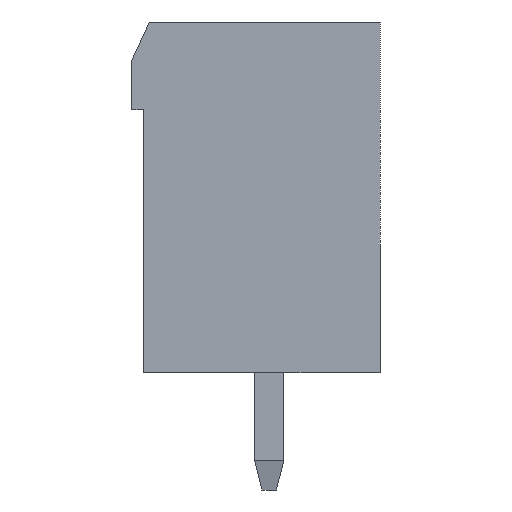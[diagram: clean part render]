
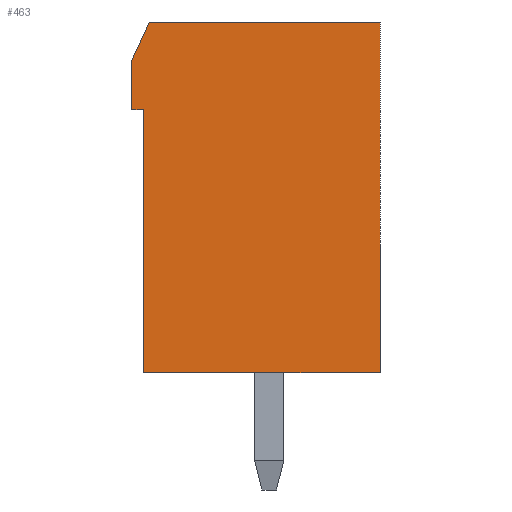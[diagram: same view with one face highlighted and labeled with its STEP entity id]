
A CAD part, left-side view. The second image highlights one B-rep face of the part: STEP entity #463.
In plain terms, the highlighted planar face has unit normal (-1, 0, 0).
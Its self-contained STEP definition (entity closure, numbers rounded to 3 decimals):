
#463 = ADVANCED_FACE( '', ( #1043 ), #1044, .T. );
#1043 = FACE_OUTER_BOUND( '', #1771, .T. );
#1044 = PLANE( '', #1772 );
#1771 = EDGE_LOOP( '', ( #2888, #2889, #2890, #2891, #2892, #2893, #2894 ) );
#1772 = AXIS2_PLACEMENT_3D( '', #2895, #2896, #2897 );
#2888 = ORIENTED_EDGE( '', *, *, #4851, .T. );
#2889 = ORIENTED_EDGE( '', *, *, #4852, .F. );
#2890 = ORIENTED_EDGE( '', *, *, #4675, .T. );
#2891 = ORIENTED_EDGE( '', *, *, #4838, .T. );
#2892 = ORIENTED_EDGE( '', *, *, #4498, .T. );
#2893 = ORIENTED_EDGE( '', *, *, #4853, .T. );
#2894 = ORIENTED_EDGE( '', *, *, #4854, .T. );
#2895 = CARTESIAN_POINT( '', ( -16., 0., 0. ) );
#2896 = DIRECTION( '', ( -1., 0., 0. ) );
#2897 = DIRECTION( '', ( 0., 0., 1. ) );
#4498 = EDGE_CURVE( '', #5370, #5368, #5371, .T. );
#4675 = EDGE_CURVE( '', #5690, #5688, #5691, .T. );
#4838 = EDGE_CURVE( '', #5688, #5370, #5954, .T. );
#4851 = EDGE_CURVE( '', #5973, #5974, #5975, .T. );
#4852 = EDGE_CURVE( '', #5690, #5974, #5976, .T. );
#4853 = EDGE_CURVE( '', #5368, #5977, #5978, .T. );
#4854 = EDGE_CURVE( '', #5977, #5973, #5979, .F. );
#5368 = VERTEX_POINT( '', #6664 );
#5370 = VERTEX_POINT( '', #6667 );
#5371 = LINE( '', #6668, #6669 );
#5688 = VERTEX_POINT( '', #7123 );
#5690 = VERTEX_POINT( '', #7126 );
#5691 = LINE( '', #7127, #7128 );
#5954 = LINE( '', #7520, #7521 );
#5973 = VERTEX_POINT( '', #7549 );
#5974 = VERTEX_POINT( '', #7550 );
#5975 = LINE( '', #7551, #7552 );
#5976 = LINE( '', #7553, #7554 );
#5977 = VERTEX_POINT( '', #7555 );
#5978 = LINE( '', #7556, #7557 );
#5979 = LINE( '', #7558, #7559 );
#6664 = CARTESIAN_POINT( '', ( -16., -4.25, 6. ) );
#6667 = CARTESIAN_POINT( '', ( -16., -4.25, -6. ) );
#6668 = CARTESIAN_POINT( '', ( -16., -4.25, -6. ) );
#6669 = VECTOR( '', #8557, 1000. );
#7123 = CARTESIAN_POINT( '', ( -16., 3.85, -6. ) );
#7126 = CARTESIAN_POINT( '', ( -16., 3.85, 3. ) );
#7127 = CARTESIAN_POINT( '', ( -16., 3.85, 3. ) );
#7128 = VECTOR( '', #8729, 1000. );
#7520 = CARTESIAN_POINT( '', ( -16., 4.25, -6. ) );
#7521 = VECTOR( '', #8865, 1000. );
#7549 = CARTESIAN_POINT( '', ( -16., 4.25, 4.7 ) );
#7550 = CARTESIAN_POINT( '', ( -16., 4.25, 3. ) );
#7551 = CARTESIAN_POINT( '', ( -16., 4.25, 6. ) );
#7552 = VECTOR( '', #8875, 1000. );
#7553 = CARTESIAN_POINT( '', ( -16., 3.85, 3. ) );
#7554 = VECTOR( '', #8876, 1000. );
#7555 = CARTESIAN_POINT( '', ( -16., 3.65, 6. ) );
#7556 = CARTESIAN_POINT( '', ( -16., -4.25, 6. ) );
#7557 = VECTOR( '', #8877, 1000. );
#7558 = CARTESIAN_POINT( '', ( -16., 5.292, 2.442 ) );
#7559 = VECTOR( '', #8878, 1000. );
#8557 = DIRECTION( '', ( 0., 0., 1. ) );
#8729 = DIRECTION( '', ( 0., 0., -1. ) );
#8865 = DIRECTION( '', ( 0., -1., 0. ) );
#8875 = DIRECTION( '', ( 0., 0., -1. ) );
#8876 = DIRECTION( '', ( 0., 1., 0. ) );
#8877 = DIRECTION( '', ( 0., 1., 0. ) );
#8878 = DIRECTION( '', ( 0., -0.419, 0.908 ) );
